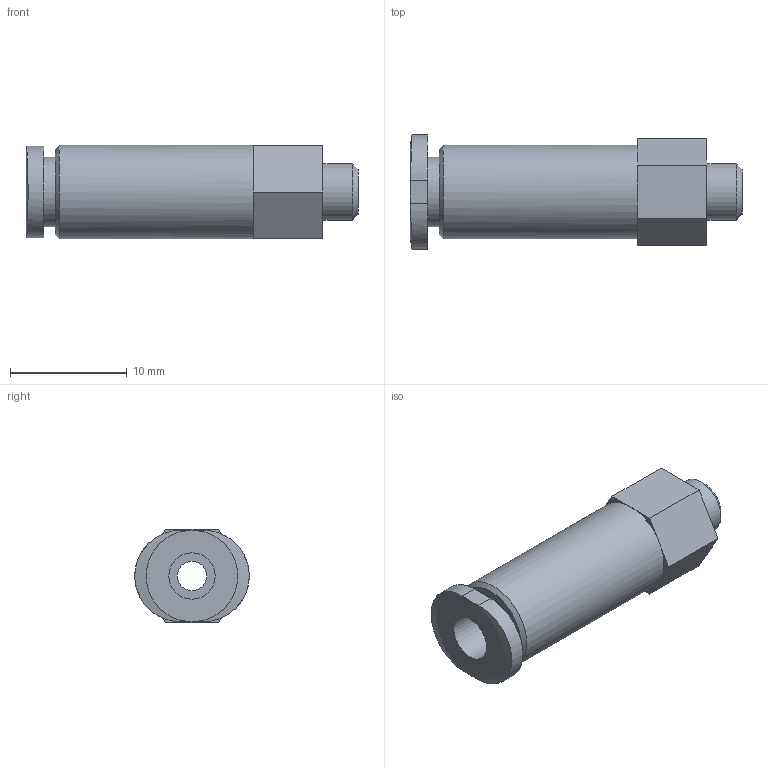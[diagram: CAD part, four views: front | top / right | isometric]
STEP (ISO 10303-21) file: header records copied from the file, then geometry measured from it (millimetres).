
FILE_DESCRIPTION(/* description */ ('STEP AP214'),/* implementation_level */ '2;1');
FILE_NAME(/* name */ '190847_HA-10-32-UNF-QSM-5_32-U',/* time_stamp */ '2024-08-28T23:17:54+02:00',/* author */ ('License CC BY-ND 4.0'),/* organization */ ('CADENAS'),/* preprocessor_version */ 'ST-DEVELOPER v19.3',/* originating_system */ 'PARTsolutions',/* authorisation */ ' ');
FILE_SCHEMA (('AUTOMOTIVE_DESIGN {1 0 10303 214 3 1 1}'));
Length unit declared in the file: millimetre
Products named in the file (1): 190847 HA-10-32-UNF-QSM-5/32-U
Bounding box: 28.4 x 9.8 x 8 mm (x, y, z)
Volume: 1125.4 mm3; surface area: 1130.3 mm2
Topology: 1 solids, 1 shells, 37 faces, 80 edges, 49 vertices
Faces by surface type: plane 26, cylinder 7, cone 4
Full cylindrical faces by diameter (mm): 2.5 x1, 3.962 x1, 4.826 x1, 5.962 x1, 8 x1
Entity records: 990 total; most frequent: CARTESIAN_POINT 180, DIRECTION 168, ORIENTED_EDGE 142, EDGE_CURVE 71, AXIS2_PLACEMENT_3D 65, EDGE_LOOP 50, FACE_BOUND 50, VERTEX_POINT 47
